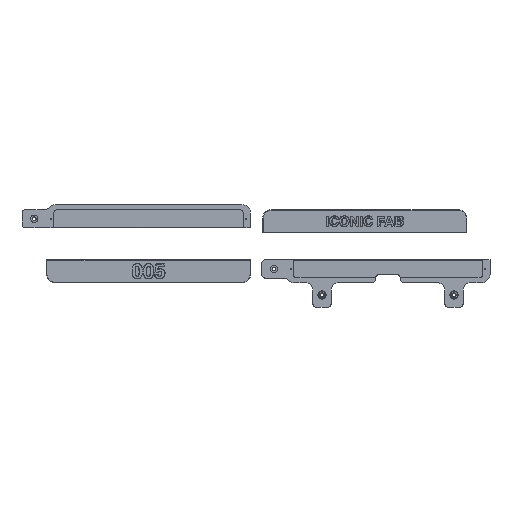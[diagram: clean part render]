
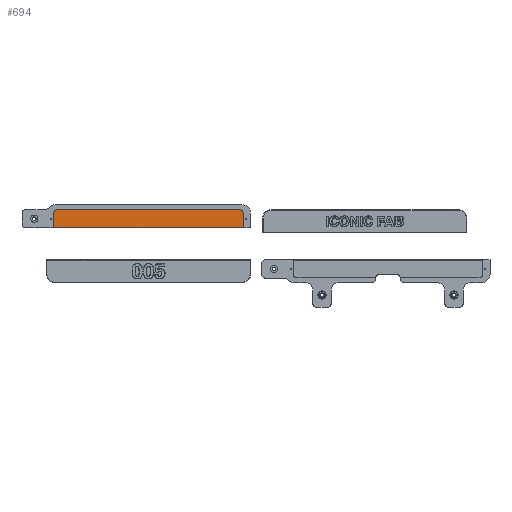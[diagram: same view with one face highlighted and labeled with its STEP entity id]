
A CAD part, top view. The second image highlights one B-rep face of the part: STEP entity #694.
In plain terms, the highlighted planar face has unit normal (0, 0, 1).
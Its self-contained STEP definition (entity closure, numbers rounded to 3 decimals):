
#508=CARTESIAN_POINT('',(32.,87.,-0.2));
#509=VERTEX_POINT('',#508);
#516=CARTESIAN_POINT('',(181.,87.,-0.2));
#517=VERTEX_POINT('',#516);
#518=CARTESIAN_POINT('',(32.,87.,-0.2));
#519=DIRECTION('',(1.,0.,0.));
#520=VECTOR('',#519,149.);
#521=LINE('',#518,#520);
#522=EDGE_CURVE('',#509,#517,#521,.T.);
#607=CARTESIAN_POINT('',(184.,72.4,-0.2));
#608=VERTEX_POINT('',#607);
#609=CARTESIAN_POINT('',(184.,84.,-0.2));
#610=VERTEX_POINT('',#609);
#611=CARTESIAN_POINT('',(184.,72.4,-0.2));
#612=DIRECTION('',(-0.,1.,0.));
#613=VECTOR('',#612,11.6);
#614=LINE('',#611,#613);
#615=EDGE_CURVE('',#608,#610,#614,.T.);
#639=CARTESIAN_POINT('',(29.,72.4,-0.2));
#640=VERTEX_POINT('',#639);
#647=CARTESIAN_POINT('',(29.,84.,-0.2));
#648=VERTEX_POINT('',#647);
#649=CARTESIAN_POINT('',(29.,84.,-0.2));
#650=DIRECTION('',(0.,-1.,0.));
#651=VECTOR('',#650,11.6);
#652=LINE('',#649,#651);
#653=EDGE_CURVE('',#648,#640,#652,.T.);
#664=CARTESIAN_POINT('',(184.,87.,-0.2));
#665=DIRECTION('',(0.,0.,1.));
#666=DIRECTION('',(-1.,-0.,0.));
#667=AXIS2_PLACEMENT_3D('',#664,#665,#666);
#668=PLANE('',#667);
#669=ORIENTED_EDGE('',*,*,#653,.T.);
#670=CARTESIAN_POINT('',(29.,72.4,-0.2));
#671=DIRECTION('',(1.,0.,0.));
#672=VECTOR('',#671,155.);
#673=LINE('',#670,#672);
#674=EDGE_CURVE('',#640,#608,#673,.T.);
#675=ORIENTED_EDGE('',*,*,#674,.T.);
#676=ORIENTED_EDGE('',*,*,#615,.T.);
#677=CARTESIAN_POINT('',(181.,84.,-0.2));
#678=DIRECTION('',(0.,0.,1.));
#679=DIRECTION('',(-1.,-0.,0.));
#680=AXIS2_PLACEMENT_3D('',#677,#678,#679);
#681=CIRCLE('',#680,3.);
#682=EDGE_CURVE('',#610,#517,#681,.T.);
#683=ORIENTED_EDGE('',*,*,#682,.T.);
#684=ORIENTED_EDGE('',*,*,#522,.F.);
#685=CARTESIAN_POINT('',(32.,84.,-0.2));
#686=DIRECTION('',(0.,0.,1.));
#687=DIRECTION('',(-1.,-0.,0.));
#688=AXIS2_PLACEMENT_3D('',#685,#686,#687);
#689=CIRCLE('',#688,3.);
#690=EDGE_CURVE('',#509,#648,#689,.T.);
#691=ORIENTED_EDGE('',*,*,#690,.T.);
#692=EDGE_LOOP('',(#669,#675,#676,#683,#684,#691));
#693=FACE_BOUND('',#692,.T.);
#694=ADVANCED_FACE('',(#693),#668,.T.);
